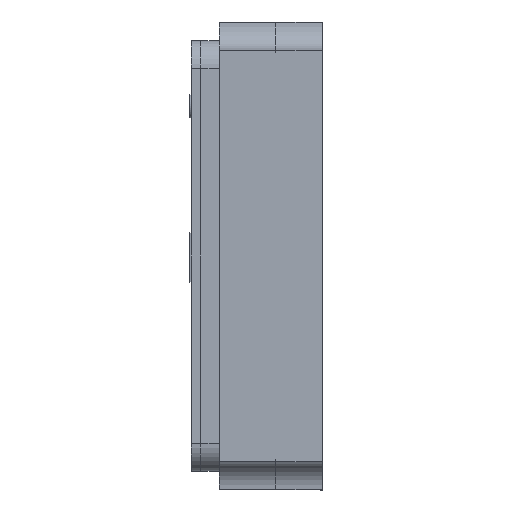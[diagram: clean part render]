
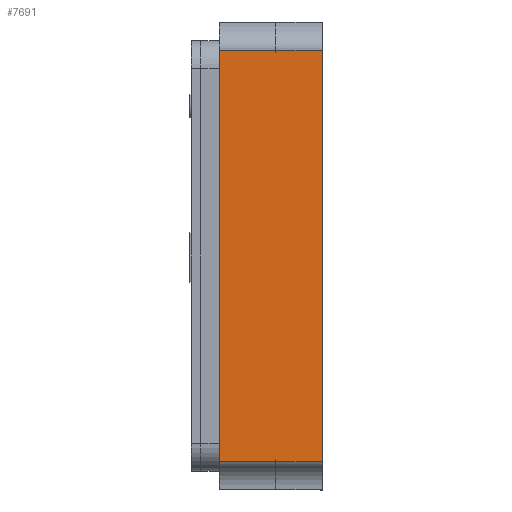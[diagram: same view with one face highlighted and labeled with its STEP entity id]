
A CAD part, left-side view. The second image highlights one B-rep face of the part: STEP entity #7691.
In plain terms, the highlighted planar face has unit normal (-1, 0, 0).
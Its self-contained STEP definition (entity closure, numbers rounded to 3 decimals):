
#8 = CARTESIAN_POINT ( 'NONE',  ( -1.6, 0.55, 1.1 ) ) ;
#430 = EDGE_CURVE ( 'NONE', #7418, #4397, #2335, .T. ) ;
#875 = CARTESIAN_POINT ( 'NONE',  ( -1.6, 0., 1.1 ) ) ;
#1019 = VECTOR ( 'NONE', #6031, 1000. ) ;
#1091 = EDGE_CURVE ( 'NONE', #4397, #7509, #4897, .T. ) ;
#1162 = VERTEX_POINT ( 'NONE', #3160 ) ;
#1431 = LINE ( 'NONE', #2640, #3730 ) ;
#1593 = EDGE_CURVE ( 'NONE', #1162, #5127, #5910, .T. ) ;
#1797 = ORIENTED_EDGE ( 'NONE', *, *, #430, .F. ) ;
#1872 = EDGE_LOOP ( 'NONE', ( #1797, #5391, #7119, #4643, #2664, #3312 ) ) ;
#1898 = VECTOR ( 'NONE', #6835, 1000. ) ;
#2009 = EDGE_CURVE ( 'NONE', #7509, #5127, #4555, .T. ) ;
#2335 = LINE ( 'NONE', #7714, #1898 ) ;
#2342 = VECTOR ( 'NONE', #7280, 1000. ) ;
#2598 = PLANE ( 'NONE',  #5321 ) ;
#2640 = CARTESIAN_POINT ( 'NONE',  ( -1.6, -0.001, -1.1 ) ) ;
#2664 = ORIENTED_EDGE ( 'NONE', *, *, #2009, .F. ) ;
#3160 = CARTESIAN_POINT ( 'NONE',  ( -1.6, 0., -1.1 ) ) ;
#3312 = ORIENTED_EDGE ( 'NONE', *, *, #1091, .F. ) ;
#3730 = VECTOR ( 'NONE', #5306, 1000. ) ;
#3936 = DIRECTION ( 'NONE',  ( 0., 1., 0. ) ) ;
#4021 = LINE ( 'NONE', #8620, #8028 ) ;
#4131 = DIRECTION ( 'NONE',  ( 1., 0., 0. ) ) ;
#4397 = VERTEX_POINT ( 'NONE', #8 ) ;
#4555 = LINE ( 'NONE', #5225, #2342 ) ;
#4643 = ORIENTED_EDGE ( 'NONE', *, *, #1593, .T. ) ;
#4806 = CARTESIAN_POINT ( 'NONE',  ( -1.6, -0.001, 1.1 ) ) ;
#4897 = LINE ( 'NONE', #4806, #7410 ) ;
#5127 = VERTEX_POINT ( 'NONE', #875 ) ;
#5225 = CARTESIAN_POINT ( 'NONE',  ( -1.6, 0.25, 1.1 ) ) ;
#5270 = CARTESIAN_POINT ( 'NONE',  ( -1.6, 0.55, -1.25 ) ) ;
#5306 = DIRECTION ( 'NONE',  ( 0., 1., 0. ) ) ;
#5321 = AXIS2_PLACEMENT_3D ( 'NONE', #5270, #4131, #6830 ) ;
#5391 = ORIENTED_EDGE ( 'NONE', *, *, #5424, .F. ) ;
#5424 = EDGE_CURVE ( 'NONE', #7244, #7418, #1431, .T. ) ;
#5620 = CARTESIAN_POINT ( 'NONE',  ( -1.6, 0.25, 1.1 ) ) ;
#5910 = LINE ( 'NONE', #8668, #1019 ) ;
#6031 = DIRECTION ( 'NONE',  ( 0., 0., 1. ) ) ;
#6830 = DIRECTION ( 'NONE',  ( 0., 0., -1. ) ) ;
#6835 = DIRECTION ( 'NONE',  ( 0., 0., 1. ) ) ;
#7119 = ORIENTED_EDGE ( 'NONE', *, *, #7421, .F. ) ;
#7244 = VERTEX_POINT ( 'NONE', #7801 ) ;
#7280 = DIRECTION ( 'NONE',  ( 0., -1., 0. ) ) ;
#7282 = FACE_OUTER_BOUND ( 'NONE', #1872, .T. ) ;
#7292 = CARTESIAN_POINT ( 'NONE',  ( -1.6, 0.55, -1.1 ) ) ;
#7410 = VECTOR ( 'NONE', #7610, 1000. ) ;
#7418 = VERTEX_POINT ( 'NONE', #7292 ) ;
#7421 = EDGE_CURVE ( 'NONE', #1162, #7244, #4021, .T. ) ;
#7509 = VERTEX_POINT ( 'NONE', #5620 ) ;
#7610 = DIRECTION ( 'NONE',  ( 0., -1., 0. ) ) ;
#7691 = ADVANCED_FACE ( 'NONE', ( #7282 ), #2598, .F. ) ;
#7714 = CARTESIAN_POINT ( 'NONE',  ( -1.6, 0.55, -1.25 ) ) ;
#7801 = CARTESIAN_POINT ( 'NONE',  ( -1.6, 0.25, -1.1 ) ) ;
#8028 = VECTOR ( 'NONE', #3936, 1000. ) ;
#8620 = CARTESIAN_POINT ( 'NONE',  ( -1.6, -0.001, -1.1 ) ) ;
#8668 = CARTESIAN_POINT ( 'NONE',  ( -1.6, 0., -1.25 ) ) ;
